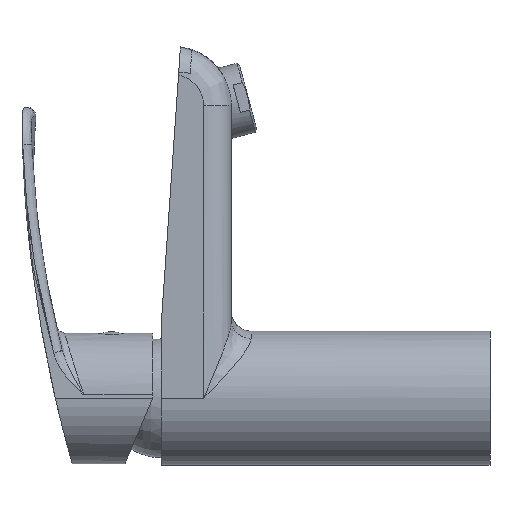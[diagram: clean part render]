
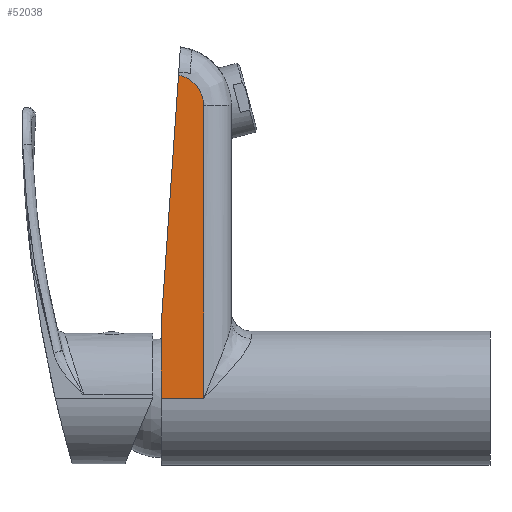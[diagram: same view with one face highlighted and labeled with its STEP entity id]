
A CAD part, left-side view. The second image highlights one B-rep face of the part: STEP entity #52038.
In plain terms, the highlighted planar face has unit normal (-1, 0, 0).
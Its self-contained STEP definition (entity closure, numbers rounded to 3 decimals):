
#572 = CARTESIAN_POINT ( 'NONE',  ( -22.55, 97.165, 102.298 ) ) ;
#884 = CARTESIAN_POINT ( 'NONE',  ( -22.55, 97.957, 103.949 ) ) ;
#1870 = VECTOR ( 'NONE', #57363, 1000. ) ;
#4597 = CARTESIAN_POINT ( 'NONE',  ( -22.55, 103.874, 108.589 ) ) ;
#4805 = CARTESIAN_POINT ( 'NONE',  ( -22.55, 111.6, 0. ) ) ;
#4903 = CARTESIAN_POINT ( 'NONE',  ( -22.55, 104.666, 108.8 ) ) ;
#5157 = LINE ( 'NONE', #52208, #51442 ) ;
#6117 = DIRECTION ( 'NONE',  ( 0., 0., 1. ) ) ;
#6913 = CARTESIAN_POINT ( 'NONE',  ( -22.55, 110.78, 0. ) ) ;
#7736 = ORIENTED_EDGE ( 'NONE', *, *, #38351, .F. ) ;
#7867 = VERTEX_POINT ( 'NONE', #35412 ) ;
#9217 = CARTESIAN_POINT ( 'NONE',  ( -22.55, 103.14, 108.343 ) ) ;
#9822 = CARTESIAN_POINT ( 'NONE',  ( -22.55, 96.659, 100.452 ) ) ;
#9988 = VERTEX_POINT ( 'NONE', #25637 ) ;
#10427 = CARTESIAN_POINT ( 'NONE',  ( -22.55, 101.138, 107.302 ) ) ;
#10919 = LINE ( 'NONE', #6913, #1870 ) ;
#11978 = ORIENTED_EDGE ( 'NONE', *, *, #54742, .T. ) ;
#12401 = CARTESIAN_POINT ( 'NONE',  ( -22.55, 110.78, 24.8 ) ) ;
#14449 = CARTESIAN_POINT ( 'NONE',  ( -22.55, 102.399, 108.015 ) ) ;
#15050 = CARTESIAN_POINT ( 'NONE',  ( -22.55, 96.545, 99.758 ) ) ;
#16644 = AXIS2_PLACEMENT_3D ( 'NONE', #39567, #21150, #53432 ) ;
#18768 = CARTESIAN_POINT ( 'NONE',  ( -22.55, 104.051, 108.641 ) ) ;
#19070 = CARTESIAN_POINT ( 'NONE',  ( -22.55, 97.453, 103.007 ) ) ;
#19166 = ORIENTED_EDGE ( 'NONE', *, *, #52295, .T. ) ;
#19272 = LINE ( 'NONE', #4805, #44635 ) ;
#19376 = CARTESIAN_POINT ( 'NONE',  ( -22.55, 98.12, 104.215 ) ) ;
#19379 = ORIENTED_EDGE ( 'NONE', *, *, #59957, .T. ) ;
#19381 = LINE ( 'NONE', #56888, #48699 ) ;
#19651 = CARTESIAN_POINT ( 'NONE',  ( -22.55, 104.941, 108.852 ) ) ;
#19681 = CARTESIAN_POINT ( 'NONE',  ( -22.55, 99.255, 105.696 ) ) ;
#21150 = DIRECTION ( 'NONE',  ( -1., 0., 0. ) ) ;
#23396 = CARTESIAN_POINT ( 'NONE',  ( -22.55, 97.276, 102.585 ) ) ;
#23691 = CARTESIAN_POINT ( 'NONE',  ( -22.55, 97.658, 103.417 ) ) ;
#23942 = DIRECTION ( 'NONE',  ( 0., -0.069, 0.998 ) ) ;
#24293 = CARTESIAN_POINT ( 'NONE',  ( -22.55, 99.69, 106.141 ) ) ;
#24602 = CARTESIAN_POINT ( 'NONE',  ( -22.55, 96.843, 101.317 ) ) ;
#25470 = PLANE ( 'NONE',  #16644 ) ;
#25637 = CARTESIAN_POINT ( 'NONE',  ( -22.55, 96.5, 98.639 ) ) ;
#28006 = CARTESIAN_POINT ( 'NONE',  ( -22.55, 96.5, 98.639 ) ) ;
#28307 = CARTESIAN_POINT ( 'NONE',  ( -22.55, 101.523, 107.55 ) ) ;
#28601 = CARTESIAN_POINT ( 'NONE',  ( -22.55, 96.686, 100.597 ) ) ;
#28896 = CARTESIAN_POINT ( 'NONE',  ( -22.55, 98.652, 104.981 ) ) ;
#29209 = CARTESIAN_POINT ( 'NONE',  ( -22.55, 101.99, 107.809 ) ) ;
#30243 = VERTEX_POINT ( 'NONE', #12401 ) ;
#32602 = CARTESIAN_POINT ( 'NONE',  ( -22.55, 98.373, 104.607 ) ) ;
#33495 = CARTESIAN_POINT ( 'NONE',  ( -22.55, 97.114, 102.159 ) ) ;
#33798 = CARTESIAN_POINT ( 'NONE',  ( -22.55, 97.88, 103.818 ) ) ;
#35412 = CARTESIAN_POINT ( 'NONE',  ( -22.55, 110.78, 0. ) ) ;
#37510 = CARTESIAN_POINT ( 'NONE',  ( -22.55, 104.089, 108.652 ) ) ;
#38114 = CARTESIAN_POINT ( 'NONE',  ( -22.55, 96.728, 100.814 ) ) ;
#38351 = EDGE_CURVE ( 'NONE', #30243, #46877, #5157, .T. ) ;
#38414 = CARTESIAN_POINT ( 'NONE',  ( -22.55, 100.639, 106.948 ) ) ;
#38721 = CARTESIAN_POINT ( 'NONE',  ( -22.55, 96.5, 99.2 ) ) ;
#39567 = CARTESIAN_POINT ( 'NONE',  ( -22.55, 0., 0. ) ) ;
#41856 = VERTEX_POINT ( 'NONE', #58216 ) ;
#42127 = CARTESIAN_POINT ( 'NONE',  ( -22.55, 100.391, 106.756 ) ) ;
#42417 = CARTESIAN_POINT ( 'NONE',  ( -22.55, 104.941, 108.852 ) ) ;
#42432 = EDGE_CURVE ( 'NONE', #41856, #7867, #19272, .T. ) ;
#42724 = CARTESIAN_POINT ( 'NONE',  ( -22.55, 96.647, 100.381 ) ) ;
#43031 = CARTESIAN_POINT ( 'NONE',  ( -22.55, 99.918, 106.353 ) ) ;
#43338 = CARTESIAN_POINT ( 'NONE',  ( -22.55, 102.332, 107.982 ) ) ;
#44635 = VECTOR ( 'NONE', #52456, 1000. ) ;
#46268 = B_SPLINE_CURVE_WITH_KNOTS ( 'NONE', 3,
 ( #28006, #38721, #15050, #42724, #9822, #28601, #38114, #24602, #57495, #33495, #572, #52248, #23396, #19070, #23691, #33798, #884, #19376, #32602, #28896, #47631, #19681, #24293, #43031, #42127, #38414, #10427, #28307, #29209, #47939, #43338, #14449, #51347, #9217, #46728, #4597, #60920, #18768, #37510, #47037, #4903, #42417 ),
 .UNSPECIFIED., .F., .F.,
 ( 4, 2, 2, 1, 1, 1, 2, 2, 1, 2, 2, 1, 2, 2, 2, 2, 1, 1, 2, 2, 1, 1, 1, 2, 2, 4 ),
 ( 0., 0.117, 0.131, 0.146, 0.175, 0.233, 0.248, 0.263, 0.292, 0.35, 0.379, 0.408, 0.467, 0.525, 0.583, 0.642, 0.7, 0.729, 0.744, 0.759, 0.817, 0.846, 0.861, 0.868, 0.875, 0.934 ),
 .UNSPECIFIED. ) ;
#46728 = CARTESIAN_POINT ( 'NONE',  ( -22.55, 103.628, 108.512 ) ) ;
#46877 = VERTEX_POINT ( 'NONE', #19651 ) ;
#47037 = CARTESIAN_POINT ( 'NONE',  ( -22.55, 104.393, 108.736 ) ) ;
#47631 = CARTESIAN_POINT ( 'NONE',  ( -22.55, 99.046, 105.463 ) ) ;
#47939 = CARTESIAN_POINT ( 'NONE',  ( -22.55, 102.195, 107.914 ) ) ;
#48699 = VECTOR ( 'NONE', #6117, 1000. ) ;
#49232 = EDGE_LOOP ( 'NONE', ( #7736, #19166, #58909, #19379, #11978 ) ) ;
#51347 = CARTESIAN_POINT ( 'NONE',  ( -22.55, 102.733, 108.172 ) ) ;
#51442 = VECTOR ( 'NONE', #23942, 1000. ) ;
#52038 = ADVANCED_FACE ( 'NONE', ( #53133 ), #25470, .T. ) ;
#52208 = CARTESIAN_POINT ( 'NONE',  ( -22.55, 111.963, 7.778 ) ) ;
#52248 = CARTESIAN_POINT ( 'NONE',  ( -22.55, 97.192, 102.371 ) ) ;
#52295 = EDGE_CURVE ( 'NONE', #30243, #7867, #10919, .T. ) ;
#52456 = DIRECTION ( 'NONE',  ( 0., 1., 0. ) ) ;
#53133 = FACE_OUTER_BOUND ( 'NONE', #49232, .T. ) ;
#53432 = DIRECTION ( 'NONE',  ( 0., 0., 1. ) ) ;
#54742 = EDGE_CURVE ( 'NONE', #9988, #46877, #46268, .T. ) ;
#56888 = CARTESIAN_POINT ( 'NONE',  ( -22.55, 96.5, 0. ) ) ;
#57363 = DIRECTION ( 'NONE',  ( 0., 0., -1. ) ) ;
#57495 = CARTESIAN_POINT ( 'NONE',  ( -22.55, 96.99, 101.811 ) ) ;
#58216 = CARTESIAN_POINT ( 'NONE',  ( -22.55, 96.5, 0. ) ) ;
#58909 = ORIENTED_EDGE ( 'NONE', *, *, #42432, .F. ) ;
#59957 = EDGE_CURVE ( 'NONE', #41856, #9988, #19381, .T. ) ;
#60920 = CARTESIAN_POINT ( 'NONE',  ( -22.55, 103.98, 108.621 ) ) ;
